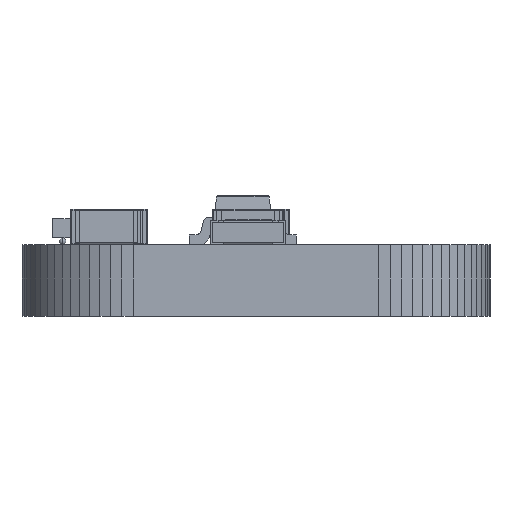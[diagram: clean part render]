
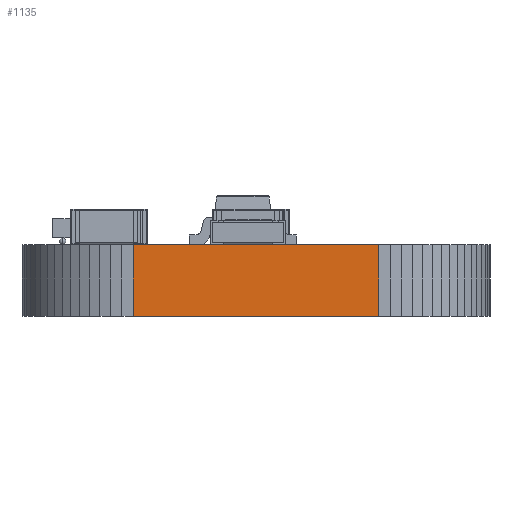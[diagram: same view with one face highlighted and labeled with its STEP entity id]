
A CAD part, left-side view. The second image highlights one B-rep face of the part: STEP entity #1135.
In plain terms, the highlighted planar face has unit normal (-1, 0, 0).
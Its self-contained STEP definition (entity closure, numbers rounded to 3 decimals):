
#1079 = VERTEX_POINT('',#1080);
#1080 = CARTESIAN_POINT('',(0.,-2.75,0.803));
#1086 = EDGE_CURVE('',#1087,#1079,#1089,.T.);
#1087 = VERTEX_POINT('',#1088);
#1088 = CARTESIAN_POINT('',(0.,-2.75,-0.803));
#1089 = LINE('',#1090,#1091);
#1090 = CARTESIAN_POINT('',(0.,-2.75,-0.803));
#1091 = VECTOR('',#1092,1.);
#1092 = DIRECTION('',(0.,0.,1.));
#1135 = ADVANCED_FACE('',(#1136),#1161,.F.);
#1136 = FACE_BOUND('',#1137,.F.);
#1137 = EDGE_LOOP('',(#1138,#1139,#1147,#1155));
#1138 = ORIENTED_EDGE('',*,*,#1086,.T.);
#1139 = ORIENTED_EDGE('',*,*,#1140,.T.);
#1140 = EDGE_CURVE('',#1079,#1141,#1143,.T.);
#1141 = VERTEX_POINT('',#1142);
#1142 = CARTESIAN_POINT('',(0.,-8.25,0.803));
#1143 = LINE('',#1144,#1145);
#1144 = CARTESIAN_POINT('',(0.,-2.75,0.803));
#1145 = VECTOR('',#1146,1.);
#1146 = DIRECTION('',(0.,-1.,0.));
#1147 = ORIENTED_EDGE('',*,*,#1148,.F.);
#1148 = EDGE_CURVE('',#1149,#1141,#1151,.T.);
#1149 = VERTEX_POINT('',#1150);
#1150 = CARTESIAN_POINT('',(0.,-8.25,-0.803));
#1151 = LINE('',#1152,#1153);
#1152 = CARTESIAN_POINT('',(0.,-8.25,-0.803));
#1153 = VECTOR('',#1154,1.);
#1154 = DIRECTION('',(0.,0.,1.));
#1155 = ORIENTED_EDGE('',*,*,#1156,.F.);
#1156 = EDGE_CURVE('',#1087,#1149,#1157,.T.);
#1157 = LINE('',#1158,#1159);
#1158 = CARTESIAN_POINT('',(0.,-2.75,-0.803));
#1159 = VECTOR('',#1160,1.);
#1160 = DIRECTION('',(0.,-1.,0.));
#1161 = PLANE('',#1162);
#1162 = AXIS2_PLACEMENT_3D('',#1163,#1164,#1165);
#1163 = CARTESIAN_POINT('',(0.,-2.75,-0.803));
#1164 = DIRECTION('',(1.,0.,0.));
#1165 = DIRECTION('',(0.,-1.,0.));
